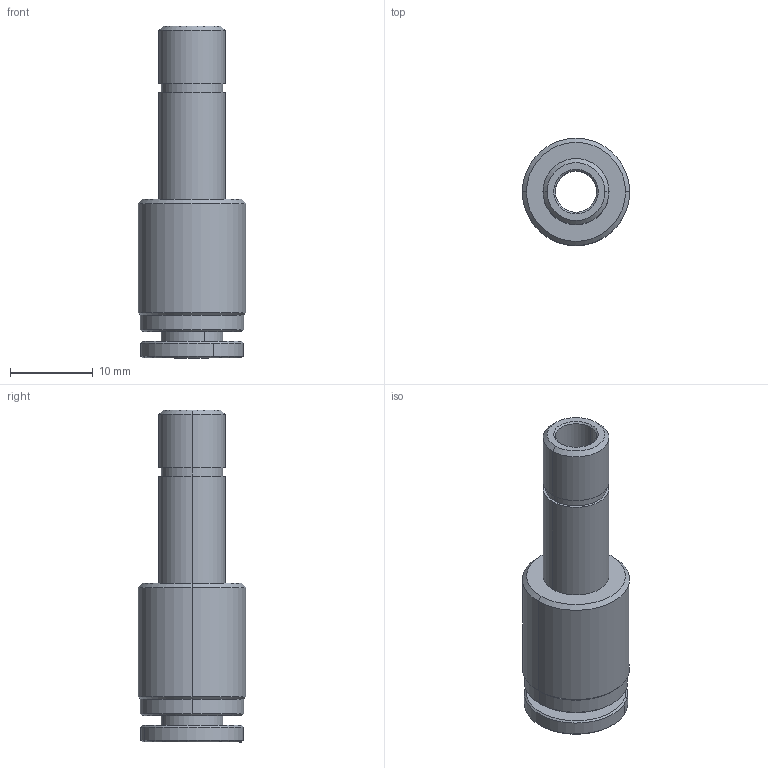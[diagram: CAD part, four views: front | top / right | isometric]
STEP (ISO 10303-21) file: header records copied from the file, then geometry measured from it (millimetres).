
FILE_DESCRIPTION (( 'STEP AP214' ), '1' );
FILE_NAME ('TRS6-8W.STEP', '2018-07-31T15:45:50', ( '' ), ( '' ), 'SwSTEP 2.0', 'SolidWorks 2016', '' );
FILE_SCHEMA (( 'AUTOMOTIVE_DESIGN' ));
Length unit declared in the file: millimetre
Products named in the file (1): TRS6-8W
Bounding box: 13 x 13 x 40.2 mm (x, y, z)
Volume: 2286.3 mm3; surface area: 3719.3 mm2
Topology: 6 solids, 6 shells, 325 faces, 873 edges, 566 vertices
Faces by surface type: cone 115, plane 110, cylinder 68, bspline 30, torus 2
Entity records: 14621 total; most frequent: CARTESIAN_POINT 3289, ORIENTED_EDGE 1746, DIRECTION 1447, EDGE_CURVE 873, AXIS2_PLACEMENT_3D 604, VERTEX_POINT 566, EDGE_LOOP 343, UNCERTAINTY_MEASURE_WITH_UNIT 333
